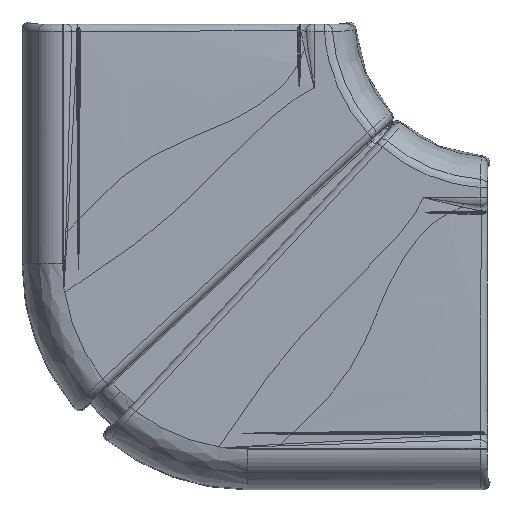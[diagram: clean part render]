
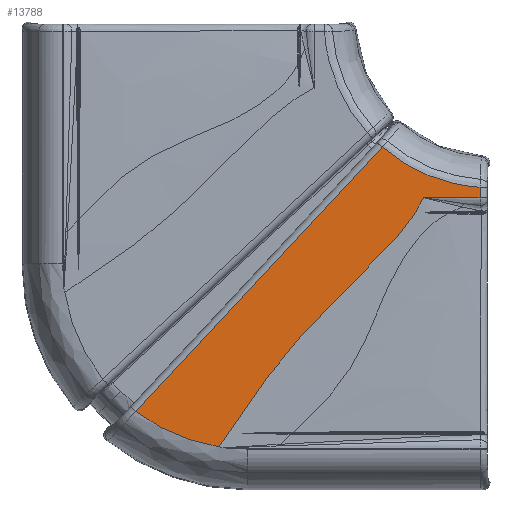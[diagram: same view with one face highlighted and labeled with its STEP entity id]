
A CAD part, top view. The second image highlights one B-rep face of the part: STEP entity #13788.
In plain terms, the highlighted planar face has unit normal (0, 0, 1).
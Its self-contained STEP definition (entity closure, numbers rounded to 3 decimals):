
#26 = CARTESIAN_POINT ( 'NONE',  ( 55.641, 22.271, 62.5 ) ) ;
#117 = CARTESIAN_POINT ( 'NONE',  ( 18.854, -18.015, 62.5 ) ) ;
#205 = CARTESIAN_POINT ( 'NONE',  ( 10.113, -30.869, 62.5 ) ) ;
#777 = CARTESIAN_POINT ( 'NONE',  ( -14.399, -23.922, 62.5 ) ) ;
#1182 = DIRECTION ( 'NONE',  ( 0., 0., -1. ) ) ;
#1753 = FACE_OUTER_BOUND ( 'NONE', #16262, .T. ) ;
#2081 = CARTESIAN_POINT ( 'NONE',  ( 63.54, 33.646, 62.5 ) ) ;
#2173 = CARTESIAN_POINT ( 'NONE',  ( 51.975, 18.216, 62.5 ) ) ;
#2259 = CARTESIAN_POINT ( 'NONE',  ( 13.58, -25.758, 62.5 ) ) ;
#2303 = LINE ( 'NONE', #23616, #12659 ) ;
#2345 = CARTESIAN_POINT ( 'NONE',  ( 9.314, -32.031, 62.5 ) ) ;
#2999 = VERTEX_POINT ( 'NONE', #25867 ) ;
#4186 = CARTESIAN_POINT ( 'NONE',  ( 63.027, 32.606, 62.5 ) ) ;
#4276 = CARTESIAN_POINT ( 'NONE',  ( 45.63, 11.782, 62.5 ) ) ;
#4360 = CARTESIAN_POINT ( 'NONE',  ( 11.34, -29.072, 62.5 ) ) ;
#4448 = CARTESIAN_POINT ( 'NONE',  ( 8.243, -33.576, 62.5 ) ) ;
#4542 = VERTEX_POINT ( 'NONE', #5679 ) ;
#5679 = CARTESIAN_POINT ( 'NONE',  ( 78.944, 33.953, 62.5 ) ) ;
#6241 = CARTESIAN_POINT ( 'NONE',  ( 62.205, 31.121, 62.5 ) ) ;
#6324 = CARTESIAN_POINT ( 'NONE',  ( 37.856, 4.215, 62.5 ) ) ;
#6408 = CARTESIAN_POINT ( 'NONE',  ( 10.943, -29.655, 62.5 ) ) ;
#7100 = VERTEX_POINT ( 'NONE', #18993 ) ;
#8329 = CARTESIAN_POINT ( 'NONE',  ( 60.732, 28.824, 62.5 ) ) ;
#8423 = CARTESIAN_POINT ( 'NONE',  ( 30.287, -3.642, 62.5 ) ) ;
#8509 = CARTESIAN_POINT ( 'NONE',  ( 10.742, -29.949, 62.5 ) ) ;
#8788 = AXIS2_PLACEMENT_3D ( 'NONE', #23973, #1182, #15652 ) ;
#9139 = VECTOR ( 'NONE', #17336, 1000. ) ;
#9658 = CARTESIAN_POINT ( 'NONE',  ( 78.944, 36.773, 62.5 ) ) ;
#10230 = B_SPLINE_CURVE_WITH_KNOTS ( 'NONE', 3,
 ( #24870, #2081, #16549, #4186, #18671, #6241, #20779, #8329, #22836, #10429, #24960, #12487, #26, #14535, #2173, #16632, #4276, #18767, #6324, #20866, #8423, #22929, #10515, #25049, #12572, #117, #14614, #2259, #16721, #4360, #18853, #6408, #20953, #8509, #23014, #10599, #25136, #12660, #205, #14698, #2345, #16811, #4448 ),
 .UNSPECIFIED., .F., .F.,
 ( 4, 2, 2, 2, 2, 2, 2, 2, 2, 2, 2, 2, 2, 2, 2, 1, 2, 2, 2, 2, 2, 4 ),
 ( 0., 0.016, 0.031, 0.063, 0.094, 0.125, 0.188, 0.25, 0.375, 0.5, 0.625, 0.688, 0.75, 0.875, 0.938, 0.945, 0.949, 0.953, 0.957, 0.961, 0.969, 1. ),
 .UNSPECIFIED. ) ;
#10429 = CARTESIAN_POINT ( 'NONE',  ( 59.111, 26.573, 62.5 ) ) ;
#10515 = CARTESIAN_POINT ( 'NONE',  ( 25.548, -9.209, 62.5 ) ) ;
#10517 = VERTEX_POINT ( 'NONE', #18875 ) ;
#10599 = CARTESIAN_POINT ( 'NONE',  ( 10.519, -30.276, 62.5 ) ) ;
#11043 =( BOUNDED_CURVE ( )  B_SPLINE_CURVE ( 3, ( #13674, #15768, #22079, #9658 ),
 .UNSPECIFIED., .F., .F. ) 
 B_SPLINE_CURVE_WITH_KNOTS ( ( 4, 4 ),
 ( 0., 1. ),
 .UNSPECIFIED. ) 
 CURVE ( )  GEOMETRIC_REPRESENTATION_ITEM ( )  RATIONAL_B_SPLINE_CURVE ( ( 1., 0.966, 0.966, 1. ) ) 
 REPRESENTATION_ITEM ( '' )  );
#11771 = CARTESIAN_POINT ( 'NONE',  ( 8.243, -33.576, 62.5 ) ) ;
#12487 = CARTESIAN_POINT ( 'NONE',  ( 56.83, 23.67, 62.5 ) ) ;
#12530 = ORIENTED_EDGE ( 'NONE', *, *, #26075, .F. ) ;
#12572 = CARTESIAN_POINT ( 'NONE',  ( 22.147, -13.549, 62.5 ) ) ;
#12659 = VECTOR ( 'NONE', #25730, 1000. ) ;
#12660 = CARTESIAN_POINT ( 'NONE',  ( 10.312, -30.578, 62.5 ) ) ;
#13202 = CARTESIAN_POINT ( 'NONE',  ( -7.736, -28.996, 62.5 ) ) ;
#13674 = CARTESIAN_POINT ( 'NONE',  ( 52.378, 47.687, 62.5 ) ) ;
#13788 = ADVANCED_FACE ( 'NONE', ( #1753 ), #26065, .F. ) ;
#14535 = CARTESIAN_POINT ( 'NONE',  ( 53.214, 19.544, 62.5 ) ) ;
#14614 = CARTESIAN_POINT ( 'NONE',  ( 16.738, -21.093, 62.5 ) ) ;
#14698 = CARTESIAN_POINT ( 'NONE',  ( 9.98, -31.063, 62.5 ) ) ;
#15148 = DIRECTION ( 'NONE',  ( 0.682, 0.731, 0. ) ) ;
#15207 = CARTESIAN_POINT ( 'NONE',  ( 78.944, -45., 62.5 ) ) ;
#15652 = DIRECTION ( 'NONE',  ( -1., 0., 0. ) ) ;
#15768 = CARTESIAN_POINT ( 'NONE',  ( 59.882, 41.209, 62.5 ) ) ;
#15879 = LINE ( 'NONE', #25840, #20820 ) ;
#16262 = EDGE_LOOP ( 'NONE', ( #12530, #24228, #23623, #20771, #20582, #20875 ) ) ;
#16549 = CARTESIAN_POINT ( 'NONE',  ( 63.381, 33.309, 62.5 ) ) ;
#16632 = CARTESIAN_POINT ( 'NONE',  ( 48.208, 14.3, 62.5 ) ) ;
#16721 = CARTESIAN_POINT ( 'NONE',  ( 12.529, -27.32, 62.5 ) ) ;
#16811 = CARTESIAN_POINT ( 'NONE',  ( 8.78, -32.804, 62.5 ) ) ;
#17336 = DIRECTION ( 'NONE',  ( 0., -1., 0. ) ) ;
#17829 =( BOUNDED_CURVE ( )  B_SPLINE_CURVE ( 3, ( #19400, #19411, #13202, #777 ),
 .UNSPECIFIED., .F., .T. ) 
 B_SPLINE_CURVE_WITH_KNOTS ( ( 4, 4 ),
 ( 0., 1. ),
 .UNSPECIFIED. ) 
 CURVE ( )  GEOMETRIC_REPRESENTATION_ITEM ( )  RATIONAL_B_SPLINE_CURVE ( ( 1., 0.98, 0.98, 1. ) ) 
 REPRESENTATION_ITEM ( '' )  );
#18191 = LINE ( 'NONE', #15207, #9139 ) ;
#18671 = CARTESIAN_POINT ( 'NONE',  ( 62.831, 32.239, 62.5 ) ) ;
#18760 = VERTEX_POINT ( 'NONE', #11771 ) ;
#18767 = CARTESIAN_POINT ( 'NONE',  ( 40.454, 6.74, 62.5 ) ) ;
#18853 = CARTESIAN_POINT ( 'NONE',  ( 11.142, -29.364, 62.5 ) ) ;
#18875 = CARTESIAN_POINT ( 'NONE',  ( 63.675, 33.953, 62.5 ) ) ;
#18993 = CARTESIAN_POINT ( 'NONE',  ( 52.378, 47.687, 62.5 ) ) ;
#19400 = CARTESIAN_POINT ( 'NONE',  ( 8.243, -33.576, 62.5 ) ) ;
#19411 = CARTESIAN_POINT ( 'NONE',  ( -0.031, -32.281, 62.5 ) ) ;
#20582 = ORIENTED_EDGE ( 'NONE', *, *, #25176, .F. ) ;
#20771 = ORIENTED_EDGE ( 'NONE', *, *, #25381, .F. ) ;
#20779 = CARTESIAN_POINT ( 'NONE',  ( 61.733, 30.351, 62.5 ) ) ;
#20820 = VECTOR ( 'NONE', #15148, 1000. ) ;
#20866 = CARTESIAN_POINT ( 'NONE',  ( 32.771, -0.976, 62.5 ) ) ;
#20875 = ORIENTED_EDGE ( 'NONE', *, *, #26110, .F. ) ;
#20953 = CARTESIAN_POINT ( 'NONE',  ( 10.81, -29.849, 62.5 ) ) ;
#21517 = VERTEX_POINT ( 'NONE', #22146 ) ;
#22079 = CARTESIAN_POINT ( 'NONE',  ( 69.052, 37.441, 62.5 ) ) ;
#22146 = CARTESIAN_POINT ( 'NONE',  ( -14.399, -23.922, 62.5 ) ) ;
#22836 = CARTESIAN_POINT ( 'NONE',  ( 60.203, 28.066, 62.5 ) ) ;
#22929 = CARTESIAN_POINT ( 'NONE',  ( 26.714, -7.798, 62.5 ) ) ;
#23014 = CARTESIAN_POINT ( 'NONE',  ( 10.596, -30.164, 62.5 ) ) ;
#23616 = CARTESIAN_POINT ( 'NONE',  ( 0., 33.953, 62.5 ) ) ;
#23623 = ORIENTED_EDGE ( 'NONE', *, *, #25738, .F. ) ;
#23973 = CARTESIAN_POINT ( 'NONE',  ( 0., -45., 62.5 ) ) ;
#24228 = ORIENTED_EDGE ( 'NONE', *, *, #25885, .F. ) ;
#24870 = CARTESIAN_POINT ( 'NONE',  ( 63.675, 33.953, 62.5 ) ) ;
#24960 = CARTESIAN_POINT ( 'NONE',  ( 58.549, 25.839, 62.5 ) ) ;
#25049 = CARTESIAN_POINT ( 'NONE',  ( 23.265, -12.084, 62.5 ) ) ;
#25136 = CARTESIAN_POINT ( 'NONE',  ( 10.378, -30.483, 62.5 ) ) ;
#25176 = EDGE_CURVE ( 'NONE', #10517, #18760, #10230, .T. ) ;
#25381 = EDGE_CURVE ( 'NONE', #18760, #21517, #17829, .T. ) ;
#25730 = DIRECTION ( 'NONE',  ( -1., 0., 0. ) ) ;
#25738 = EDGE_CURVE ( 'NONE', #21517, #7100, #15879, .T. ) ;
#25840 = CARTESIAN_POINT ( 'NONE',  ( -14.399, -23.922, 62.5 ) ) ;
#25867 = CARTESIAN_POINT ( 'NONE',  ( 78.944, 36.773, 62.5 ) ) ;
#25885 = EDGE_CURVE ( 'NONE', #7100, #2999, #11043, .T. ) ;
#26065 = PLANE ( 'NONE',  #8788 ) ;
#26075 = EDGE_CURVE ( 'NONE', #2999, #4542, #18191, .T. ) ;
#26110 = EDGE_CURVE ( 'NONE', #4542, #10517, #2303, .T. ) ;
